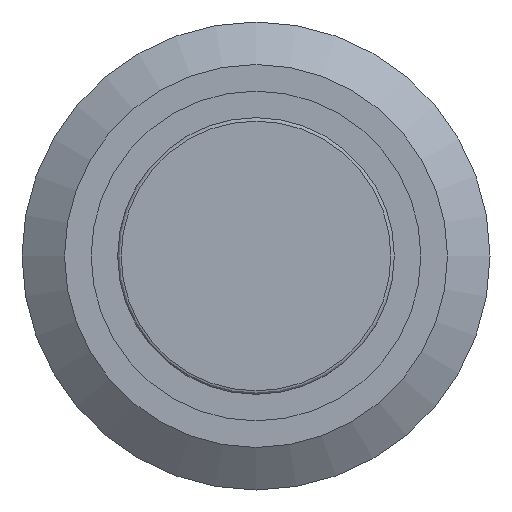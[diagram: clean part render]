
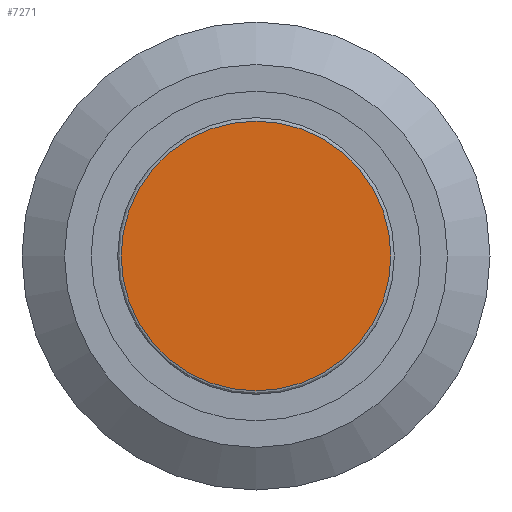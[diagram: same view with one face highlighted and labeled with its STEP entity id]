
A CAD part, front view. The second image highlights one B-rep face of the part: STEP entity #7271.
In plain terms, the highlighted planar face has unit normal (0, -1, 0).
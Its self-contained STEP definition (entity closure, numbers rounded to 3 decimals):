
#310=PLANE('',#7885);
#717=FACE_OUTER_BOUND('',#1136,.T.);
#1136=EDGE_LOOP('',(#6443));
#1582=CIRCLE('',#7884,6.34);
#3500=VERTEX_POINT('',#13026);
#4513=EDGE_CURVE('',#3500,#3500,#1582,.T.);
#6443=ORIENTED_EDGE('',*,*,#4513,.F.);
#7271=ADVANCED_FACE('',(#717),#310,.F.);
#7884=AXIS2_PLACEMENT_3D('',#13028,#9699,#9700);
#7885=AXIS2_PLACEMENT_3D('',#13029,#9701,#9702);
#9699=DIRECTION('center_axis',(0.,1.,0.));
#9700=DIRECTION('ref_axis',(-1.,0.,0.));
#9701=DIRECTION('center_axis',(0.,1.,0.));
#9702=DIRECTION('ref_axis',(-1.,0.,0.));
#13026=CARTESIAN_POINT('',(6.34,-35.,0.));
#13028=CARTESIAN_POINT('Origin',(0.,-35.,0.));
#13029=CARTESIAN_POINT('Origin',(0.,-35.,0.));
